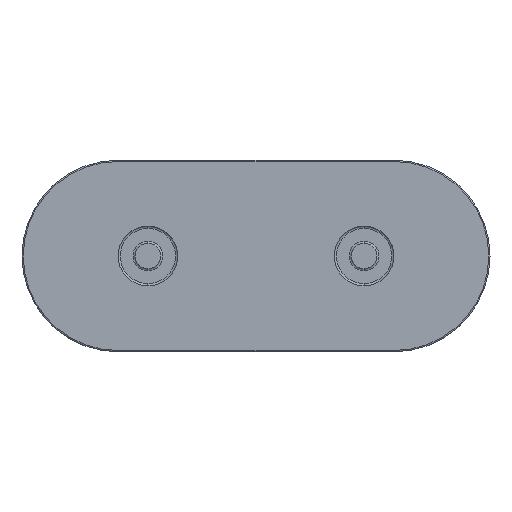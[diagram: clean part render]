
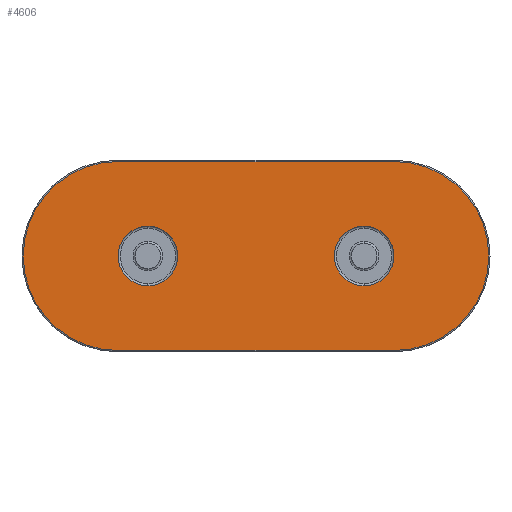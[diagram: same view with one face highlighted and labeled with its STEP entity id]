
A CAD part, front view. The second image highlights one B-rep face of the part: STEP entity #4606.
In plain terms, the highlighted planar face has unit normal (0, -1, 0).
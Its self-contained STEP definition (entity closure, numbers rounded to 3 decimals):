
#57 = CARTESIAN_POINT ( 'NONE',  ( -3.25, 0., 0. ) ) ;
#125 = CARTESIAN_POINT ( 'NONE',  ( 3.25, 0., 2.22 ) ) ;
#374 = DIRECTION ( 'NONE',  ( 0., -1., 0. ) ) ;
#383 = DIRECTION ( 'NONE',  ( 0., -1., 0. ) ) ;
#416 = LINE ( 'NONE', #1402, #3757 ) ;
#474 = DIRECTION ( 'NONE',  ( 0., 0., 1. ) ) ;
#536 = CIRCLE ( 'NONE', #1451, 0.7 ) ;
#551 = ORIENTED_EDGE ( 'NONE', *, *, #3721, .T. ) ;
#711 = DIRECTION ( 'NONE',  ( 0., -1., 0. ) ) ;
#898 = AXIS2_PLACEMENT_3D ( 'NONE', #57, #2888, #474 ) ;
#933 = VERTEX_POINT ( 'NONE', #1064 ) ;
#945 = FACE_BOUND ( 'NONE', #3679, .T. ) ;
#947 = ORIENTED_EDGE ( 'NONE', *, *, #3818, .T. ) ;
#1058 = FACE_BOUND ( 'NONE', #4992, .T. ) ;
#1064 = CARTESIAN_POINT ( 'NONE',  ( 2.54, 0., -0.7 ) ) ;
#1107 = ORIENTED_EDGE ( 'NONE', *, *, #2323, .F. ) ;
#1207 = EDGE_CURVE ( 'NONE', #2095, #1989, #416, .T. ) ;
#1245 = ORIENTED_EDGE ( 'NONE', *, *, #1207, .T. ) ;
#1252 = CARTESIAN_POINT ( 'NONE',  ( -3.25, 0., -2.22 ) ) ;
#1343 = EDGE_CURVE ( 'NONE', #933, #3565, #5230, .T. ) ;
#1393 = DIRECTION ( 'NONE',  ( 0., -1., 0. ) ) ;
#1398 = PLANE ( 'NONE',  #5206 ) ;
#1402 = CARTESIAN_POINT ( 'NONE',  ( -3.25, 0., 2.22 ) ) ;
#1451 = AXIS2_PLACEMENT_3D ( 'NONE', #3811, #1393, #4225 ) ;
#1545 = DIRECTION ( 'NONE',  ( 0., -1., 0. ) ) ;
#1547 = DIRECTION ( 'NONE',  ( 0., 1., 0. ) ) ;
#1720 = CARTESIAN_POINT ( 'NONE',  ( -3.25, 0., 2.22 ) ) ;
#1757 = CIRCLE ( 'NONE', #898, 2.22 ) ;
#1763 = DIRECTION ( 'NONE',  ( -1., 0., 0. ) ) ;
#1875 = CIRCLE ( 'NONE', #3152, 0.7 ) ;
#1989 = VERTEX_POINT ( 'NONE', #1720 ) ;
#2034 = CARTESIAN_POINT ( 'NONE',  ( -2.54, 0., -0.7 ) ) ;
#2095 = VERTEX_POINT ( 'NONE', #125 ) ;
#2118 = ORIENTED_EDGE ( 'NONE', *, *, #1343, .F. ) ;
#2133 = EDGE_CURVE ( 'NONE', #3565, #933, #536, .T. ) ;
#2323 = EDGE_CURVE ( 'NONE', #3741, #2632, #3097, .T. ) ;
#2487 = ORIENTED_EDGE ( 'NONE', *, *, #2133, .F. ) ;
#2607 = AXIS2_PLACEMENT_3D ( 'NONE', #2787, #374, #3186 ) ;
#2632 = VERTEX_POINT ( 'NONE', #2034 ) ;
#2787 = CARTESIAN_POINT ( 'NONE',  ( 3.25, 0., 0. ) ) ;
#2795 = CARTESIAN_POINT ( 'NONE',  ( -2.54, 0., 0. ) ) ;
#2851 = AXIS2_PLACEMENT_3D ( 'NONE', #3117, #711, #3020 ) ;
#2888 = DIRECTION ( 'NONE',  ( 0., -1., 0. ) ) ;
#2940 = VERTEX_POINT ( 'NONE', #3621 ) ;
#3020 = DIRECTION ( 'NONE',  ( 0., 0., -1. ) ) ;
#3097 = CIRCLE ( 'NONE', #3894, 0.7 ) ;
#3117 = CARTESIAN_POINT ( 'NONE',  ( 2.54, 0., 0. ) ) ;
#3152 = AXIS2_PLACEMENT_3D ( 'NONE', #2795, #383, #3196 ) ;
#3186 = DIRECTION ( 'NONE',  ( 0., 0., 1. ) ) ;
#3196 = DIRECTION ( 'NONE',  ( 0., 0., -1. ) ) ;
#3422 = DIRECTION ( 'NONE',  ( 1., 0., 0. ) ) ;
#3565 = VERTEX_POINT ( 'NONE', #3614 ) ;
#3614 = CARTESIAN_POINT ( 'NONE',  ( 2.54, 0., 0.7 ) ) ;
#3621 = CARTESIAN_POINT ( 'NONE',  ( 3.25, 0., -2.22 ) ) ;
#3679 = EDGE_LOOP ( 'NONE', ( #2118, #2487 ) ) ;
#3721 = EDGE_CURVE ( 'NONE', #2940, #2095, #4799, .T. ) ;
#3741 = VERTEX_POINT ( 'NONE', #4815 ) ;
#3757 = VECTOR ( 'NONE', #1763, 1000. ) ;
#3811 = CARTESIAN_POINT ( 'NONE',  ( 2.54, 0., 0. ) ) ;
#3818 = EDGE_CURVE ( 'NONE', #1989, #3830, #1757, .T. ) ;
#3830 = VERTEX_POINT ( 'NONE', #1252 ) ;
#3837 = LINE ( 'NONE', #5057, #4936 ) ;
#3894 = AXIS2_PLACEMENT_3D ( 'NONE', #3967, #1545, #4369 ) ;
#3967 = CARTESIAN_POINT ( 'NONE',  ( -2.54, 0., 0. ) ) ;
#3969 = CARTESIAN_POINT ( 'NONE',  ( -3.25, 0., 0. ) ) ;
#4132 = EDGE_LOOP ( 'NONE', ( #551, #1245, #947, #4643 ) ) ;
#4163 = FACE_OUTER_BOUND ( 'NONE', #4132, .T. ) ;
#4225 = DIRECTION ( 'NONE',  ( 0., 0., -1. ) ) ;
#4369 = DIRECTION ( 'NONE',  ( 0., 0., -1. ) ) ;
#4372 = DIRECTION ( 'NONE',  ( 0., 0., 1. ) ) ;
#4606 = ADVANCED_FACE ( 'NONE', ( #1058, #945, #4163 ), #1398, .F. ) ;
#4643 = ORIENTED_EDGE ( 'NONE', *, *, #4955, .T. ) ;
#4799 = CIRCLE ( 'NONE', #2607, 2.22 ) ;
#4815 = CARTESIAN_POINT ( 'NONE',  ( -2.54, 0., 0.7 ) ) ;
#4936 = VECTOR ( 'NONE', #3422, 1000. ) ;
#4955 = EDGE_CURVE ( 'NONE', #3830, #2940, #3837, .T. ) ;
#4992 = EDGE_LOOP ( 'NONE', ( #5039, #1107 ) ) ;
#5039 = ORIENTED_EDGE ( 'NONE', *, *, #5124, .F. ) ;
#5057 = CARTESIAN_POINT ( 'NONE',  ( -3.25, 0., -2.22 ) ) ;
#5124 = EDGE_CURVE ( 'NONE', #2632, #3741, #1875, .T. ) ;
#5206 = AXIS2_PLACEMENT_3D ( 'NONE', #3969, #1547, #4372 ) ;
#5230 = CIRCLE ( 'NONE', #2851, 0.7 ) ;
